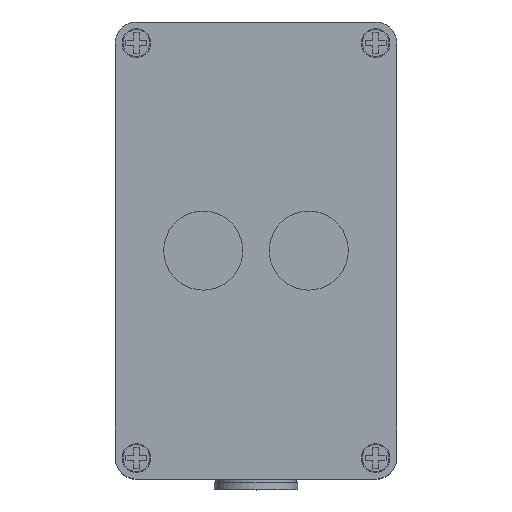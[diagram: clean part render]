
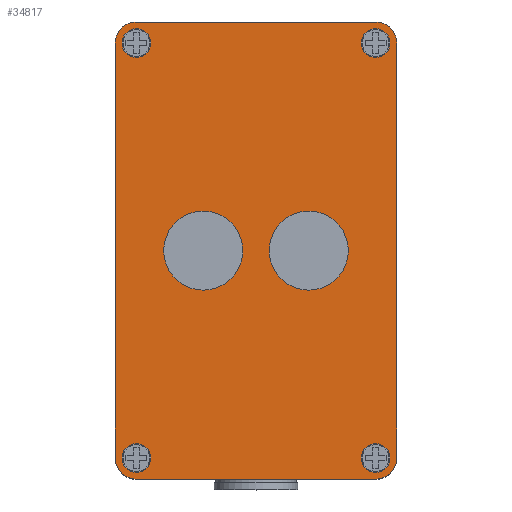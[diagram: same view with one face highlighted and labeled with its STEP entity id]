
A CAD part, top view. The second image highlights one B-rep face of the part: STEP entity #34817.
In plain terms, the highlighted planar face has unit normal (0, 0, 1).
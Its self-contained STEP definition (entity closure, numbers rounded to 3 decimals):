
#33442=CARTESIAN_POINT('',(6.,124.,6.));
#33443=DIRECTION('',(0.,0.,1.));
#33444=DIRECTION('',(0.,1.,0.));
#33445=AXIS2_PLACEMENT_3D('',#33442,#33443,#33444);
#33447=DIRECTION('',(-1.,0.,0.));
#33448=VECTOR('',#33447,68.);
#33449=CARTESIAN_POINT('',(74.,130.,6.));
#33450=LINE('',#33449,#33448);
#33451=CARTESIAN_POINT('',(74.,124.,6.));
#33452=DIRECTION('',(0.,0.,1.));
#33453=DIRECTION('',(1.,0.,0.));
#33454=AXIS2_PLACEMENT_3D('',#33451,#33452,#33453);
#33456=DIRECTION('',(0.,1.,0.));
#33457=VECTOR('',#33456,118.);
#33458=CARTESIAN_POINT('',(80.,6.,6.));
#33459=LINE('',#33458,#33457);
#33460=CARTESIAN_POINT('',(74.,6.,6.));
#33461=DIRECTION('',(0.,0.,1.));
#33462=DIRECTION('',(0.,-1.,0.));
#33463=AXIS2_PLACEMENT_3D('',#33460,#33461,#33462);
#33465=DIRECTION('',(1.,0.,0.));
#33466=VECTOR('',#33465,68.);
#33467=CARTESIAN_POINT('',(6.,0.,6.));
#33468=LINE('',#33467,#33466);
#33469=CARTESIAN_POINT('',(6.,6.,6.));
#33470=DIRECTION('',(0.,0.,1.));
#33471=DIRECTION('',(-1.,0.,0.));
#33472=AXIS2_PLACEMENT_3D('',#33469,#33470,#33471);
#33474=DIRECTION('',(0.,-1.,0.));
#33475=VECTOR('',#33474,118.);
#33476=CARTESIAN_POINT('',(0.,124.,6.));
#33477=LINE('',#33476,#33475);
#33478=CARTESIAN_POINT('',(6.,6.,6.));
#33479=DIRECTION('',(0.,0.,1.));
#33480=DIRECTION('',(1.,0.,0.));
#33481=AXIS2_PLACEMENT_3D('',#33478,#33479,#33480);
#33483=CARTESIAN_POINT('',(6.,6.,6.));
#33484=DIRECTION('',(0.,0.,1.));
#33485=DIRECTION('',(-1.,0.,0.));
#33486=AXIS2_PLACEMENT_3D('',#33483,#33484,#33485);
#33488=CARTESIAN_POINT('',(74.,6.,6.));
#33489=DIRECTION('',(0.,0.,1.));
#33490=DIRECTION('',(1.,0.,0.));
#33491=AXIS2_PLACEMENT_3D('',#33488,#33489,#33490);
#33493=CARTESIAN_POINT('',(74.,6.,6.));
#33494=DIRECTION('',(0.,0.,1.));
#33495=DIRECTION('',(-1.,0.,0.));
#33496=AXIS2_PLACEMENT_3D('',#33493,#33494,#33495);
#33498=CARTESIAN_POINT('',(74.,124.,6.));
#33499=DIRECTION('',(0.,0.,1.));
#33500=DIRECTION('',(1.,0.,0.));
#33501=AXIS2_PLACEMENT_3D('',#33498,#33499,#33500);
#33503=CARTESIAN_POINT('',(74.,124.,6.));
#33504=DIRECTION('',(0.,0.,1.));
#33505=DIRECTION('',(-1.,0.,0.));
#33506=AXIS2_PLACEMENT_3D('',#33503,#33504,#33505);
#33508=CARTESIAN_POINT('',(6.,124.,6.));
#33509=DIRECTION('',(0.,0.,1.));
#33510=DIRECTION('',(1.,0.,0.));
#33511=AXIS2_PLACEMENT_3D('',#33508,#33509,#33510);
#33513=CARTESIAN_POINT('',(6.,124.,6.));
#33514=DIRECTION('',(0.,0.,1.));
#33515=DIRECTION('',(-1.,0.,0.));
#33516=AXIS2_PLACEMENT_3D('',#33513,#33514,#33515);
#33518=CARTESIAN_POINT('',(55.,65.,6.));
#33519=DIRECTION('',(0.,0.,1.));
#33520=DIRECTION('',(1.,0.,0.));
#33521=AXIS2_PLACEMENT_3D('',#33518,#33519,#33520);
#33523=CARTESIAN_POINT('',(55.,65.,6.));
#33524=DIRECTION('',(0.,0.,1.));
#33525=DIRECTION('',(-1.,0.,0.));
#33526=AXIS2_PLACEMENT_3D('',#33523,#33524,#33525);
#33528=CARTESIAN_POINT('',(25.,65.,6.));
#33529=DIRECTION('',(0.,0.,1.));
#33530=DIRECTION('',(1.,0.,0.));
#33531=AXIS2_PLACEMENT_3D('',#33528,#33529,#33530);
#33533=CARTESIAN_POINT('',(25.,65.,6.));
#33534=DIRECTION('',(0.,0.,1.));
#33535=DIRECTION('',(-1.,0.,0.));
#33536=AXIS2_PLACEMENT_3D('',#33533,#33534,#33535);
#34318=CARTESIAN_POINT('',(6.,130.,6.));
#34319=VERTEX_POINT('',#34318);
#34320=CARTESIAN_POINT('',(0.,124.,6.));
#34321=VERTEX_POINT('',#34320);
#34326=CARTESIAN_POINT('',(80.,124.,6.));
#34327=VERTEX_POINT('',#34326);
#34328=CARTESIAN_POINT('',(74.,130.,6.));
#34329=VERTEX_POINT('',#34328);
#34334=CARTESIAN_POINT('',(0.,6.,6.));
#34335=VERTEX_POINT('',#34334);
#34336=CARTESIAN_POINT('',(6.,0.,6.));
#34337=VERTEX_POINT('',#34336);
#34342=CARTESIAN_POINT('',(74.,0.,6.));
#34343=VERTEX_POINT('',#34342);
#34344=CARTESIAN_POINT('',(80.,6.,6.));
#34345=VERTEX_POINT('',#34344);
#34362=CARTESIAN_POINT('',(10.1,6.,6.));
#34363=CARTESIAN_POINT('',(1.9,6.,6.));
#34364=VERTEX_POINT('',#34362);
#34365=VERTEX_POINT('',#34363);
#34366=CARTESIAN_POINT('',(78.1,6.,6.));
#34367=CARTESIAN_POINT('',(69.9,6.,6.));
#34368=VERTEX_POINT('',#34366);
#34369=VERTEX_POINT('',#34367);
#34370=CARTESIAN_POINT('',(78.1,124.,6.));
#34371=CARTESIAN_POINT('',(69.9,124.,6.));
#34372=VERTEX_POINT('',#34370);
#34373=VERTEX_POINT('',#34371);
#34374=CARTESIAN_POINT('',(10.1,124.,6.));
#34375=CARTESIAN_POINT('',(1.9,124.,6.));
#34376=VERTEX_POINT('',#34374);
#34377=VERTEX_POINT('',#34375);
#34410=CARTESIAN_POINT('',(66.25,65.,6.));
#34411=CARTESIAN_POINT('',(43.75,65.,6.));
#34412=VERTEX_POINT('',#34410);
#34413=VERTEX_POINT('',#34411);
#34614=CARTESIAN_POINT('',(36.25,65.,6.));
#34615=CARTESIAN_POINT('',(13.75,65.,6.));
#34616=VERTEX_POINT('',#34614);
#34617=VERTEX_POINT('',#34615);
#34766=CARTESIAN_POINT('',(0.,0.,6.));
#34767=DIRECTION('',(0.,0.,1.));
#34768=DIRECTION('',(1.,0.,0.));
#34769=AXIS2_PLACEMENT_3D('',#34766,#34767,#34768);
#34770=PLANE('',#34769);
#34771=ORIENTED_EDGE('',*,*,#34662,.F.);
#34772=ORIENTED_EDGE('',*,*,#34678,.F.);
#34773=ORIENTED_EDGE('',*,*,#34691,.F.);
#34774=ORIENTED_EDGE('',*,*,#34706,.F.);
#34775=ORIENTED_EDGE('',*,*,#34719,.F.);
#34776=ORIENTED_EDGE('',*,*,#34732,.F.);
#34777=ORIENTED_EDGE('',*,*,#34747,.F.);
#34778=ORIENTED_EDGE('',*,*,#34759,.F.);
#34779=EDGE_LOOP('',(#34771,#34772,#34773,#34774,#34775,#34776,#34777,#34778));
#34780=FACE_OUTER_BOUND('',#34779,.F.);
#34782=ORIENTED_EDGE('',*,*,#34781,.T.);
#34784=ORIENTED_EDGE('',*,*,#34783,.T.);
#34785=EDGE_LOOP('',(#34782,#34784));
#34786=FACE_BOUND('',#34785,.F.);
#34788=ORIENTED_EDGE('',*,*,#34787,.T.);
#34790=ORIENTED_EDGE('',*,*,#34789,.T.);
#34791=EDGE_LOOP('',(#34788,#34790));
#34792=FACE_BOUND('',#34791,.F.);
#34794=ORIENTED_EDGE('',*,*,#34793,.T.);
#34796=ORIENTED_EDGE('',*,*,#34795,.T.);
#34797=EDGE_LOOP('',(#34794,#34796));
#34798=FACE_BOUND('',#34797,.F.);
#34800=ORIENTED_EDGE('',*,*,#34799,.T.);
#34802=ORIENTED_EDGE('',*,*,#34801,.T.);
#34803=EDGE_LOOP('',(#34800,#34802));
#34804=FACE_BOUND('',#34803,.F.);
#34806=ORIENTED_EDGE('',*,*,#34805,.T.);
#34808=ORIENTED_EDGE('',*,*,#34807,.T.);
#34809=EDGE_LOOP('',(#34806,#34808));
#34810=FACE_BOUND('',#34809,.F.);
#34812=ORIENTED_EDGE('',*,*,#34811,.T.);
#34814=ORIENTED_EDGE('',*,*,#34813,.T.);
#34815=EDGE_LOOP('',(#34812,#34814));
#34816=FACE_BOUND('',#34815,.F.);
#33446=CIRCLE('',#33445,6.);
#33455=CIRCLE('',#33454,6.);
#33464=CIRCLE('',#33463,6.);
#33473=CIRCLE('',#33472,6.);
#33482=CIRCLE('',#33481,4.1);
#33487=CIRCLE('',#33486,4.1);
#33492=CIRCLE('',#33491,4.1);
#33497=CIRCLE('',#33496,4.1);
#33502=CIRCLE('',#33501,4.1);
#33507=CIRCLE('',#33506,4.1);
#33512=CIRCLE('',#33511,4.1);
#33517=CIRCLE('',#33516,4.1);
#33522=CIRCLE('',#33521,11.25);
#33527=CIRCLE('',#33526,11.25);
#33532=CIRCLE('',#33531,11.25);
#33537=CIRCLE('',#33536,11.25);
#34662=EDGE_CURVE('',#34319,#34321,#33446,.T.);
#34678=EDGE_CURVE('',#34329,#34319,#33450,.T.);
#34691=EDGE_CURVE('',#34327,#34329,#33455,.T.);
#34706=EDGE_CURVE('',#34345,#34327,#33459,.T.);
#34719=EDGE_CURVE('',#34343,#34345,#33464,.T.);
#34732=EDGE_CURVE('',#34337,#34343,#33468,.T.);
#34747=EDGE_CURVE('',#34335,#34337,#33473,.T.);
#34759=EDGE_CURVE('',#34321,#34335,#33477,.T.);
#34781=EDGE_CURVE('',#34364,#34365,#33482,.T.);
#34783=EDGE_CURVE('',#34365,#34364,#33487,.T.);
#34787=EDGE_CURVE('',#34368,#34369,#33492,.T.);
#34789=EDGE_CURVE('',#34369,#34368,#33497,.T.);
#34793=EDGE_CURVE('',#34372,#34373,#33502,.T.);
#34795=EDGE_CURVE('',#34373,#34372,#33507,.T.);
#34799=EDGE_CURVE('',#34376,#34377,#33512,.T.);
#34801=EDGE_CURVE('',#34377,#34376,#33517,.T.);
#34805=EDGE_CURVE('',#34412,#34413,#33522,.T.);
#34807=EDGE_CURVE('',#34413,#34412,#33527,.T.);
#34811=EDGE_CURVE('',#34616,#34617,#33532,.T.);
#34813=EDGE_CURVE('',#34617,#34616,#33537,.T.);
#34817=ADVANCED_FACE('',(#34780,#34786,#34792,#34798,#34804,#34810,#34816),
#34770,.T.);
